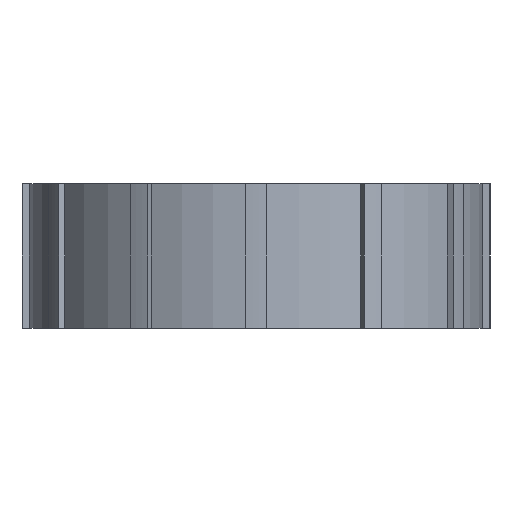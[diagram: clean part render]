
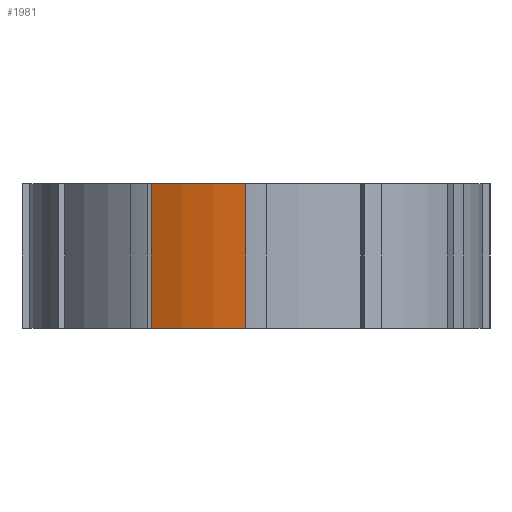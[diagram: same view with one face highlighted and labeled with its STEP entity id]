
A CAD part, front view. The second image highlights one B-rep face of the part: STEP entity #1981.
In plain terms, the highlighted cylindrical face has radius 63 mm (diameter 126 mm), a partial arc.
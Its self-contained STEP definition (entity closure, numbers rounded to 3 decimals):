
#2 = CARTESIAN_POINT ( 'NONE',  ( -29.09, -55.882, 40. ) ) ;
#91 = CARTESIAN_POINT ( 'NONE',  ( -2.748, -62.94, 0. ) ) ;
#247 = VERTEX_POINT ( 'NONE', #91 ) ;
#378 = DIRECTION ( 'NONE',  ( 0., 0., 1. ) ) ;
#439 = AXIS2_PLACEMENT_3D ( 'NONE', #2547, #2451, #2483 ) ;
#520 = LINE ( 'NONE', #2, #3154 ) ;
#540 = CIRCLE ( 'NONE', #2109, 63. ) ;
#1003 = LINE ( 'NONE', #1946, #3465 ) ;
#1038 = CARTESIAN_POINT ( 'NONE',  ( 0., 0., 40. ) ) ;
#1125 = VERTEX_POINT ( 'NONE', #2255 ) ;
#1234 = CARTESIAN_POINT ( 'NONE',  ( 0., 0., 40. ) ) ;
#1518 = CARTESIAN_POINT ( 'NONE',  ( -2.748, -62.94, 40. ) ) ;
#1582 = EDGE_LOOP ( 'NONE', ( #6104, #3429, #6162, #5086 ) ) ;
#1946 = CARTESIAN_POINT ( 'NONE',  ( -2.748, -62.94, 40. ) ) ;
#1981 = ADVANCED_FACE ( 'NONE', ( #2334 ), #3274, .T. ) ;
#2109 = AXIS2_PLACEMENT_3D ( 'NONE', #1038, #378, #3997 ) ;
#2255 = CARTESIAN_POINT ( 'NONE',  ( -29.09, -55.882, 40. ) ) ;
#2334 = FACE_OUTER_BOUND ( 'NONE', #1582, .T. ) ;
#2451 = DIRECTION ( 'NONE',  ( 0., 0., 1. ) ) ;
#2460 = EDGE_CURVE ( 'NONE', #1125, #5620, #520, .T. ) ;
#2465 = EDGE_CURVE ( 'NONE', #5620, #247, #4699, .T. ) ;
#2483 = DIRECTION ( 'NONE',  ( 1., 0., 0. ) ) ;
#2547 = CARTESIAN_POINT ( 'NONE',  ( 0., 0., 0. ) ) ;
#2931 = AXIS2_PLACEMENT_3D ( 'NONE', #1234, #4246, #4312 ) ;
#2939 = EDGE_CURVE ( 'NONE', #247, #3826, #1003, .T. ) ;
#3154 = VECTOR ( 'NONE', #3485, 1000. ) ;
#3274 = CYLINDRICAL_SURFACE ( 'NONE', #2931, 63. ) ;
#3429 = ORIENTED_EDGE ( 'NONE', *, *, #2939, .T. ) ;
#3465 = VECTOR ( 'NONE', #3505, 1000. ) ;
#3485 = DIRECTION ( 'NONE',  ( 0., 0., -1. ) ) ;
#3505 = DIRECTION ( 'NONE',  ( 0., 0., 1. ) ) ;
#3826 = VERTEX_POINT ( 'NONE', #1518 ) ;
#3997 = DIRECTION ( 'NONE',  ( 1., 0., 0. ) ) ;
#4246 = DIRECTION ( 'NONE',  ( 0., 0., -1. ) ) ;
#4312 = DIRECTION ( 'NONE',  ( -1., 0., 0. ) ) ;
#4337 = CARTESIAN_POINT ( 'NONE',  ( -29.09, -55.882, 0. ) ) ;
#4699 = CIRCLE ( 'NONE', #439, 63. ) ;
#5086 = ORIENTED_EDGE ( 'NONE', *, *, #2460, .T. ) ;
#5620 = VERTEX_POINT ( 'NONE', #4337 ) ;
#6104 = ORIENTED_EDGE ( 'NONE', *, *, #2465, .T. ) ;
#6162 = ORIENTED_EDGE ( 'NONE', *, *, #6373, .F. ) ;
#6373 = EDGE_CURVE ( 'NONE', #1125, #3826, #540, .T. ) ;
